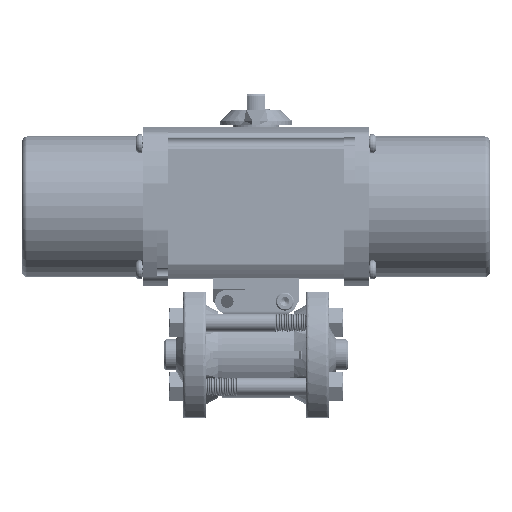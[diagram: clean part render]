
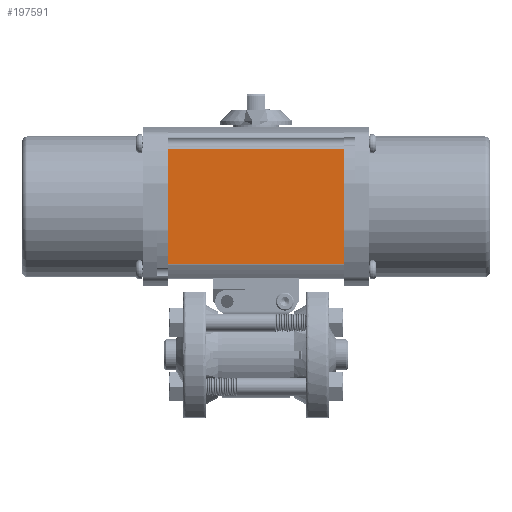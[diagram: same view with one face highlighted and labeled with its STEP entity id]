
A CAD part, top view. The second image highlights one B-rep face of the part: STEP entity #197591.
In plain terms, the highlighted planar face has unit normal (0, 0, 1).
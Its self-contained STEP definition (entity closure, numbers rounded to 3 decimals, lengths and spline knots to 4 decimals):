
#15859 = VERTEX_POINT ( 'NONE', #188579 ) ;
#21222 = CARTESIAN_POINT ( 'NONE',  ( -1.5275, 1.5679, 1.17 ) ) ;
#24011 = CARTESIAN_POINT ( 'NONE',  ( -5.0403, 3.5694, 1.17 ) ) ;
#26531 = DIRECTION ( 'NONE',  ( -1., 0., 0. ) ) ;
#34512 = CARTESIAN_POINT ( 'NONE',  ( 1.5275, 3.5621, 1.17 ) ) ;
#38539 = EDGE_LOOP ( 'NONE', ( #68434, #47209, #153535, #119774 ) ) ;
#39697 = VECTOR ( 'NONE', #96768, 39.3701 ) ;
#42237 = CARTESIAN_POINT ( 'NONE',  ( -1.5275, 3.5621, 1.17 ) ) ;
#44245 = CARTESIAN_POINT ( 'NONE',  ( -5.0403, 1.5679, 1.17 ) ) ;
#44400 = VECTOR ( 'NONE', #61311, 39.3701 ) ;
#45688 = CARTESIAN_POINT ( 'NONE',  ( -1.5275, 3.5694, 1.17 ) ) ;
#47209 = ORIENTED_EDGE ( 'NONE', *, *, #185194, .T. ) ;
#55848 = CARTESIAN_POINT ( 'NONE',  ( 1.5275, 3.5694, 1.17 ) ) ;
#58176 = DIRECTION ( 'NONE',  ( 0., -1., 0. ) ) ;
#61311 = DIRECTION ( 'NONE',  ( 1., 0., 0. ) ) ;
#68434 = ORIENTED_EDGE ( 'NONE', *, *, #182084, .F. ) ;
#71880 = EDGE_CURVE ( 'NONE', #168291, #15859, #185018, .T. ) ;
#84879 = LINE ( 'NONE', #45688, #39697 ) ;
#92129 = VECTOR ( 'NONE', #157322, 39.3701 ) ;
#96768 = DIRECTION ( 'NONE',  ( 0., 1., 0. ) ) ;
#108436 = VERTEX_POINT ( 'NONE', #42237 ) ;
#119774 = ORIENTED_EDGE ( 'NONE', *, *, #71880, .T. ) ;
#128489 = LINE ( 'NONE', #145032, #168340 ) ;
#132660 = EDGE_CURVE ( 'NONE', #168291, #108436, #84879, .T. ) ;
#134574 = FACE_OUTER_BOUND ( 'NONE', #38539, .T. ) ;
#142493 = PLANE ( 'NONE',  #164534 ) ;
#145032 = CARTESIAN_POINT ( 'NONE',  ( -5.0403, 3.5621, 1.17 ) ) ;
#153535 = ORIENTED_EDGE ( 'NONE', *, *, #132660, .F. ) ;
#157322 = DIRECTION ( 'NONE',  ( 0., -1., 0. ) ) ;
#159619 = DIRECTION ( 'NONE',  ( 0., 0., -1. ) ) ;
#162383 = VERTEX_POINT ( 'NONE', #34512 ) ;
#164534 = AXIS2_PLACEMENT_3D ( 'NONE', #24011, #159619, #58176 ) ;
#168291 = VERTEX_POINT ( 'NONE', #21222 ) ;
#168340 = VECTOR ( 'NONE', #26531, 39.3701 ) ;
#171683 = LINE ( 'NONE', #55848, #92129 ) ;
#182084 = EDGE_CURVE ( 'NONE', #162383, #15859, #171683, .T. ) ;
#185018 = LINE ( 'NONE', #44245, #44400 ) ;
#185194 = EDGE_CURVE ( 'NONE', #162383, #108436, #128489, .T. ) ;
#188579 = CARTESIAN_POINT ( 'NONE',  ( 1.5275, 1.5679, 1.17 ) ) ;
#197591 = ADVANCED_FACE ( 'NONE', ( #134574 ), #142493, .F. ) ;
